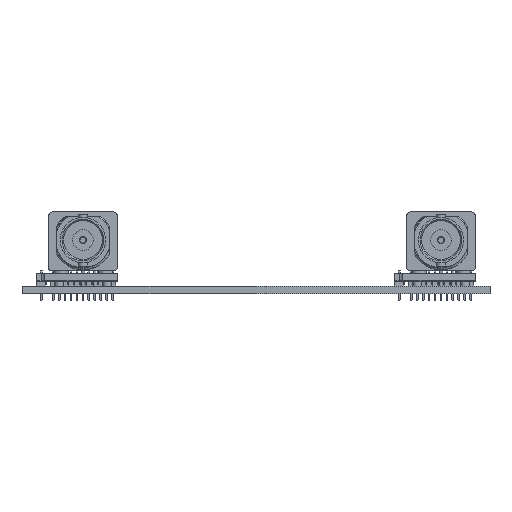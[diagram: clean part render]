
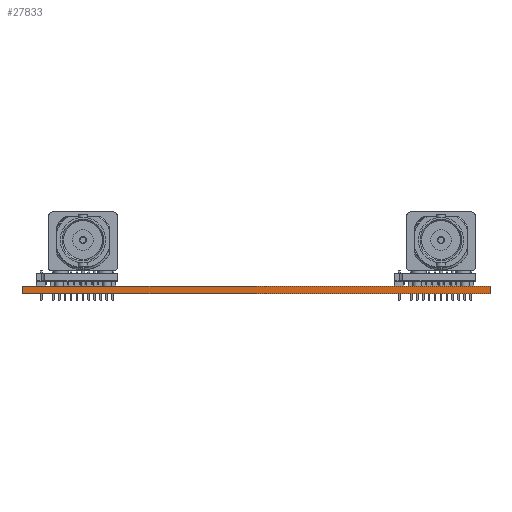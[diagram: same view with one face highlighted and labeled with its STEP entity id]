
A CAD part, front view. The second image highlights one B-rep face of the part: STEP entity #27833.
In plain terms, the highlighted planar face has unit normal (0, -1, 0).
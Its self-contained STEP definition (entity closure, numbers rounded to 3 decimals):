
#27833 = ADVANCED_FACE('',(#27834),#27868,.T.);
#27834 = FACE_BOUND('',#27835,.T.);
#27835 = EDGE_LOOP('',(#27836,#27846,#27854,#27862));
#27836 = ORIENTED_EDGE('',*,*,#27837,.T.);
#27837 = EDGE_CURVE('',#27838,#27840,#27842,.T.);
#27838 = VERTEX_POINT('',#27839);
#27839 = CARTESIAN_POINT('',(49.8,-59.8,0.));
#27840 = VERTEX_POINT('',#27841);
#27841 = CARTESIAN_POINT('',(49.8,-59.8,1.51));
#27842 = LINE('',#27843,#27844);
#27843 = CARTESIAN_POINT('',(49.8,-59.8,0.));
#27844 = VECTOR('',#27845,1.);
#27845 = DIRECTION('',(0.,0.,1.));
#27846 = ORIENTED_EDGE('',*,*,#27847,.T.);
#27847 = EDGE_CURVE('',#27840,#27848,#27850,.T.);
#27848 = VERTEX_POINT('',#27849);
#27849 = CARTESIAN_POINT('',(-49.8,-59.8,1.51));
#27850 = LINE('',#27851,#27852);
#27851 = CARTESIAN_POINT('',(49.8,-59.8,1.51));
#27852 = VECTOR('',#27853,1.);
#27853 = DIRECTION('',(-1.,0.,0.));
#27854 = ORIENTED_EDGE('',*,*,#27855,.F.);
#27855 = EDGE_CURVE('',#27856,#27848,#27858,.T.);
#27856 = VERTEX_POINT('',#27857);
#27857 = CARTESIAN_POINT('',(-49.8,-59.8,0.));
#27858 = LINE('',#27859,#27860);
#27859 = CARTESIAN_POINT('',(-49.8,-59.8,0.));
#27860 = VECTOR('',#27861,1.);
#27861 = DIRECTION('',(0.,0.,1.));
#27862 = ORIENTED_EDGE('',*,*,#27863,.F.);
#27863 = EDGE_CURVE('',#27838,#27856,#27864,.T.);
#27864 = LINE('',#27865,#27866);
#27865 = CARTESIAN_POINT('',(49.8,-59.8,0.));
#27866 = VECTOR('',#27867,1.);
#27867 = DIRECTION('',(-1.,0.,0.));
#27868 = PLANE('',#27869);
#27869 = AXIS2_PLACEMENT_3D('',#27870,#27871,#27872);
#27870 = CARTESIAN_POINT('',(49.8,-59.8,0.));
#27871 = DIRECTION('',(0.,-1.,0.));
#27872 = DIRECTION('',(-1.,0.,0.));
